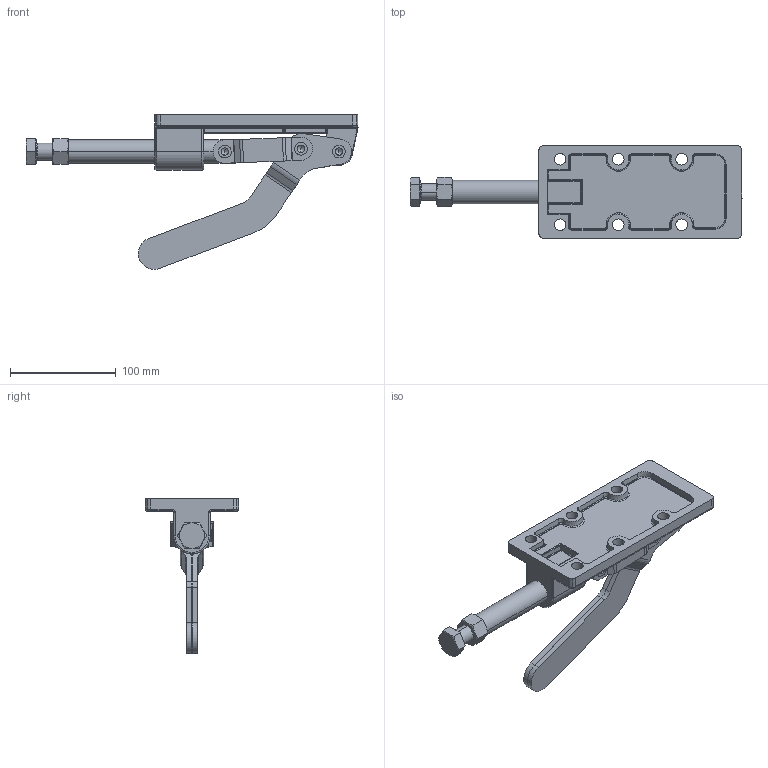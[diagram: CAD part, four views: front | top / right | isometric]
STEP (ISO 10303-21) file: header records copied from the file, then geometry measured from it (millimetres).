
FILE_DESCRIPTION((''),'2;1');
FILE_NAME('317-opened.stp','2005-09-28T08:35:19',('Kysilko'),(''),'Autodesk Inventor 8','Autodesk Inventor 8','');
FILE_SCHEMA(('AUTOMOTIVE_DESIGN { 1 0 10303 214 1 1 1 1 }'));
Length unit declared in the file: millimetre
Products named in the file (1): Part8
Bounding box: 313.85 x 88 x 146.43 mm (x, y, z)
Volume: 361317.2 mm3; surface area: 108558.6 mm2
Topology: 1 solids, 4 shells, 842 faces, 2372 edges, 1442 vertices
Faces by surface type: plane 319, cylinder 242, bspline 131, cone 126, torus 20, sphere 4
Entity records: 30493 total; most frequent: CARTESIAN_POINT 9056, ORIENTED_EDGE 4676, DIRECTION 4600, EDGE_CURVE 2338, AXIS2_PLACEMENT_3D 1759, VERTEX_POINT 1442, VECTOR 1082, LINE 1082
